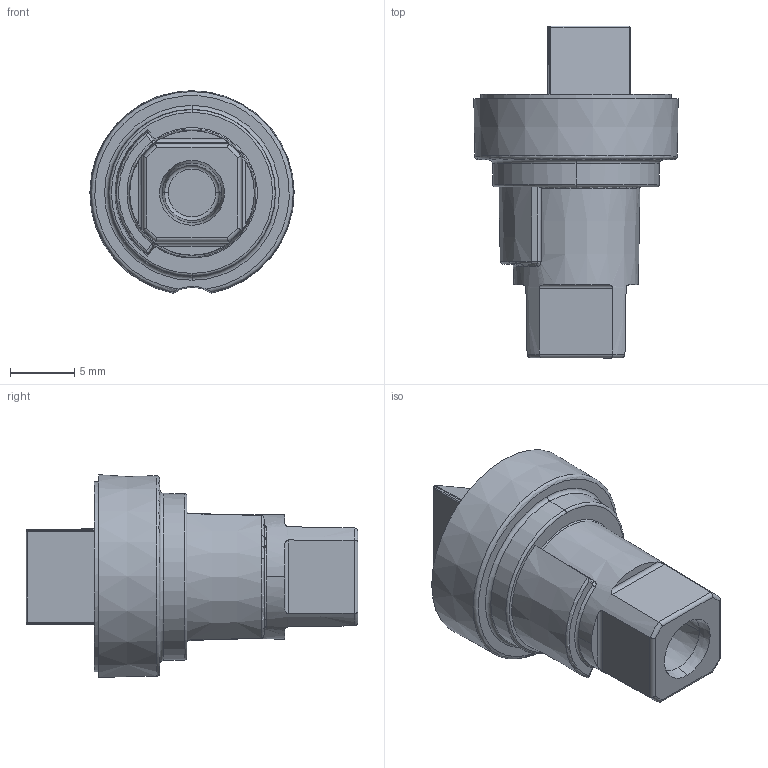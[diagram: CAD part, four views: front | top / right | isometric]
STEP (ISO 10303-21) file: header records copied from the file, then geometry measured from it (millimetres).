
FILE_DESCRIPTION((''),'2;1');
FILE_NAME('NSYAEDLT6S3D','2015-06-16T',('SESA6369'),('Schneider-Electric'),'PRO/ENGINEER BY PARAMETRIC TECHNOLOGY CORPORATION, 2011410','PRO/ENGINEER BY PARAMETRIC TECHNOLOGY CORPORATION, 2011410','');
FILE_SCHEMA(('CONFIG_CONTROL_DESIGN'));
Length unit declared in the file: millimetre
Products named in the file (1): NSYAEDLT6S3D
Bounding box: 15.89 x 25.8 x 15.75 mm (x, y, z)
Volume: 2096 mm3; surface area: 1715.9 mm2
Topology: 1 solids, 1 shells, 333 faces, 818 edges, 489 vertices
Faces by surface type: cylinder 91, plane 84, torus 70, bspline 45, cone 37, sphere 6
Entity records: 11284 total; most frequent: CARTESIAN_POINT 3966, ORIENTED_EDGE 1636, DIRECTION 1374, EDGE_CURVE 818, AXIS2_PLACEMENT_3D 544, VERTEX_POINT 489, EDGE_LOOP 343, FACE_OUTER_BOUND 333
